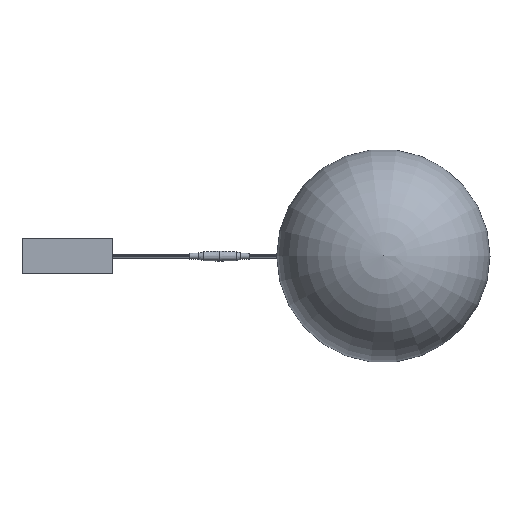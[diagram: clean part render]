
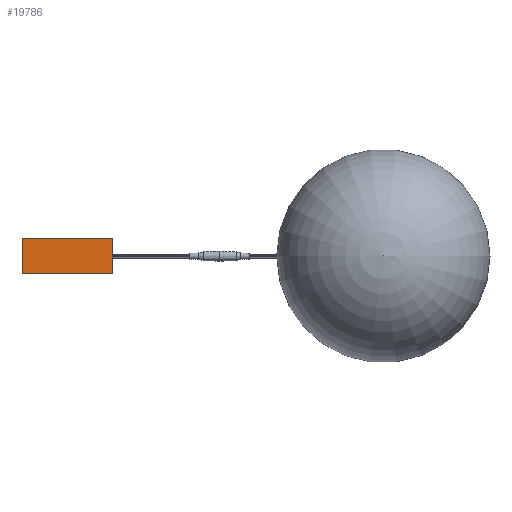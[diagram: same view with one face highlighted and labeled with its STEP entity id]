
A CAD part, top view. The second image highlights one B-rep face of the part: STEP entity #19786.
In plain terms, the highlighted planar face has unit normal (0, 0, 1).
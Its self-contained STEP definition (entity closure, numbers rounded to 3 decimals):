
#403 = DIRECTION ( 'NONE',  ( 1., 0., 0. ) ) ;
#437 = AXIS2_PLACEMENT_3D ( 'NONE', #23561, #8447, #12076 ) ;
#526 = CARTESIAN_POINT ( 'NONE',  ( -344.529, -22.5, -41.8 ) ) ;
#534 = VECTOR ( 'NONE', #16126, 1000. ) ;
#915 = VERTEX_POINT ( 'NONE', #19834 ) ;
#1605 = DIRECTION ( 'NONE',  ( 0., -1., 0. ) ) ;
#1917 = EDGE_CURVE ( 'NONE', #19057, #915, #14136, .T. ) ;
#3212 = DIRECTION ( 'NONE',  ( 0., -1., 0. ) ) ;
#3330 = ORIENTED_EDGE ( 'NONE', *, *, #23800, .T. ) ;
#3805 = CARTESIAN_POINT ( 'NONE',  ( -459.529, 22.5, -41.8 ) ) ;
#4135 = CARTESIAN_POINT ( 'NONE',  ( -344.529, -22.5, -41.8 ) ) ;
#5692 = EDGE_CURVE ( 'NONE', #11212, #13051, #5738, .T. ) ;
#5738 = LINE ( 'NONE', #4135, #20908 ) ;
#6585 = EDGE_CURVE ( 'NONE', #915, #13051, #11067, .T. ) ;
#8447 = DIRECTION ( 'NONE',  ( 0., 0., -1. ) ) ;
#9176 = ORIENTED_EDGE ( 'NONE', *, *, #1917, .F. ) ;
#9495 = CARTESIAN_POINT ( 'NONE',  ( -459.529, -22.5, -41.8 ) ) ;
#9606 = LINE ( 'NONE', #24410, #19421 ) ;
#10613 = VECTOR ( 'NONE', #1605, 1000. ) ;
#11067 = LINE ( 'NONE', #18667, #10613 ) ;
#11212 = VERTEX_POINT ( 'NONE', #9495 ) ;
#11854 = PLANE ( 'NONE',  #437 ) ;
#12076 = DIRECTION ( 'NONE',  ( 0., 1., 0. ) ) ;
#13051 = VERTEX_POINT ( 'NONE', #526 ) ;
#14136 = LINE ( 'NONE', #19805, #534 ) ;
#16126 = DIRECTION ( 'NONE',  ( 1., 0., 0. ) ) ;
#17064 = EDGE_LOOP ( 'NONE', ( #3330, #23709, #23835, #9176 ) ) ;
#18667 = CARTESIAN_POINT ( 'NONE',  ( -344.529, 22.5, -41.8 ) ) ;
#19057 = VERTEX_POINT ( 'NONE', #3805 ) ;
#19421 = VECTOR ( 'NONE', #3212, 1000. ) ;
#19786 = ADVANCED_FACE ( 'NONE', ( #21833 ), #11854, .F. ) ;
#19805 = CARTESIAN_POINT ( 'NONE',  ( -344.529, 22.5, -41.8 ) ) ;
#19834 = CARTESIAN_POINT ( 'NONE',  ( -344.529, 22.5, -41.8 ) ) ;
#20908 = VECTOR ( 'NONE', #403, 1000. ) ;
#21833 = FACE_OUTER_BOUND ( 'NONE', #17064, .T. ) ;
#23561 = CARTESIAN_POINT ( 'NONE',  ( -344.529, 22.5, -41.8 ) ) ;
#23709 = ORIENTED_EDGE ( 'NONE', *, *, #5692, .T. ) ;
#23800 = EDGE_CURVE ( 'NONE', #19057, #11212, #9606, .T. ) ;
#23835 = ORIENTED_EDGE ( 'NONE', *, *, #6585, .F. ) ;
#24410 = CARTESIAN_POINT ( 'NONE',  ( -459.529, 22.5, -41.8 ) ) ;
